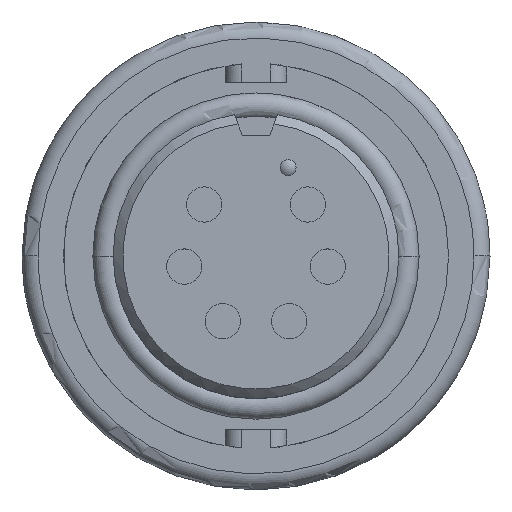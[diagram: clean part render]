
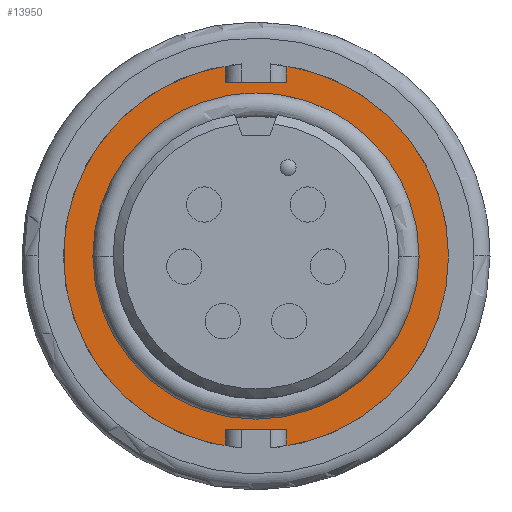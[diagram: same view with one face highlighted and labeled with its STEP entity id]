
A CAD part, top view. The second image highlights one B-rep face of the part: STEP entity #13950.
In plain terms, the highlighted planar face has unit normal (0, 0, 1).
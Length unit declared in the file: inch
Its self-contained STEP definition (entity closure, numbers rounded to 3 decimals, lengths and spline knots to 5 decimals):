
#230 = CIRCLE ( 'NONE', #17167, 0.36 ) ;
#395 = CARTESIAN_POINT ( 'NONE',  ( 0.0575, -0.35538, -0.28776 ) ) ;
#498 = CARTESIAN_POINT ( 'NONE',  ( -0.0575, -0.325, -0.28776 ) ) ;
#843 = CARTESIAN_POINT ( 'NONE',  ( -0.0575, 0.35538, -0.28776 ) ) ;
#902 = DIRECTION ( 'NONE',  ( 1., 0., 0. ) ) ;
#939 = ORIENTED_EDGE ( 'NONE', *, *, #4201, .T. ) ;
#1183 = DIRECTION ( 'NONE',  ( -1., 0., 0. ) ) ;
#1213 = ORIENTED_EDGE ( 'NONE', *, *, #7555, .T. ) ;
#1789 = CARTESIAN_POINT ( 'NONE',  ( 0.36, 0., -0.28776 ) ) ;
#1864 = VECTOR ( 'NONE', #17768, 39.37008 ) ;
#2126 = VECTOR ( 'NONE', #16398, 39.37008 ) ;
#2463 = CIRCLE ( 'NONE', #16530, 0.30486 ) ;
#2478 = VERTEX_POINT ( 'NONE', #14341 ) ;
#2928 = CARTESIAN_POINT ( 'NONE',  ( 0., 0., -0.28776 ) ) ;
#3003 = LINE ( 'NONE', #3942, #10930 ) ;
#3906 = DIRECTION ( 'NONE',  ( 1., 0., 0. ) ) ;
#3927 = DIRECTION ( 'NONE',  ( 0., 0., 1. ) ) ;
#3942 = CARTESIAN_POINT ( 'NONE',  ( -0.0575, 0.36286, -0.28776 ) ) ;
#3948 = CARTESIAN_POINT ( 'NONE',  ( 0., 0., -0.28776 ) ) ;
#4013 = VERTEX_POINT ( 'NONE', #15420 ) ;
#4079 = DIRECTION ( 'NONE',  ( 0., 1., 0. ) ) ;
#4201 = EDGE_CURVE ( 'NONE', #13802, #7773, #13943, .T. ) ;
#4355 = VECTOR ( 'NONE', #902, 39.37008 ) ;
#4460 = CARTESIAN_POINT ( 'NONE',  ( -0.0575, -0.35538, -0.28776 ) ) ;
#4506 = EDGE_CURVE ( 'NONE', #7773, #6264, #3003, .T. ) ;
#4513 = ORIENTED_EDGE ( 'NONE', *, *, #17296, .T. ) ;
#4545 = DIRECTION ( 'NONE',  ( 1., 0., 0. ) ) ;
#5179 = AXIS2_PLACEMENT_3D ( 'NONE', #11504, #11478, #11451 ) ;
#5192 = LINE ( 'NONE', #15721, #8369 ) ;
#5981 = DIRECTION ( 'NONE',  ( 1., 0., 0. ) ) ;
#6207 = CARTESIAN_POINT ( 'NONE',  ( 0.0575, 0.325, -0.28776 ) ) ;
#6210 = VERTEX_POINT ( 'NONE', #6207 ) ;
#6264 = VERTEX_POINT ( 'NONE', #498 ) ;
#6629 = CARTESIAN_POINT ( 'NONE',  ( 0., 0., -0.28776 ) ) ;
#6836 = LINE ( 'NONE', #14825, #2126 ) ;
#7094 = LINE ( 'NONE', #8234, #11325 ) ;
#7146 = EDGE_CURVE ( 'NONE', #20461, #4013, #230, .T. ) ;
#7155 = CARTESIAN_POINT ( 'NONE',  ( 0.30486, 0., -0.28776 ) ) ;
#7210 = CARTESIAN_POINT ( 'NONE',  ( 0.0575, -0.325, -0.28776 ) ) ;
#7238 = AXIS2_PLACEMENT_3D ( 'NONE', #18566, #15443, #5981 ) ;
#7474 = AXIS2_PLACEMENT_3D ( 'NONE', #2928, #14048, #4545 ) ;
#7555 = EDGE_CURVE ( 'NONE', #16512, #15857, #5192, .T. ) ;
#7705 = ORIENTED_EDGE ( 'NONE', *, *, #10113, .T. ) ;
#7773 = VERTEX_POINT ( 'NONE', #4460 ) ;
#7901 = ORIENTED_EDGE ( 'NONE', *, *, #17402, .T. ) ;
#8125 = CIRCLE ( 'NONE', #7474, 0.36 ) ;
#8179 = VERTEX_POINT ( 'NONE', #13506 ) ;
#8193 = DIRECTION ( 'NONE',  ( -1., 0., 0. ) ) ;
#8234 = CARTESIAN_POINT ( 'NONE',  ( 0.0575, 0.36286, -0.28776 ) ) ;
#8369 = VECTOR ( 'NONE', #14224, 39.37008 ) ;
#8725 = ORIENTED_EDGE ( 'NONE', *, *, #20176, .T. ) ;
#8766 = EDGE_CURVE ( 'NONE', #2478, #16915, #2463, .T. ) ;
#9590 = EDGE_CURVE ( 'NONE', #15857, #20461, #8125, .T. ) ;
#9692 = FACE_BOUND ( 'NONE', #18225, .T. ) ;
#9747 = CARTESIAN_POINT ( 'NONE',  ( -0.0575, 0.36286, -0.28776 ) ) ;
#10113 = EDGE_CURVE ( 'NONE', #8179, #13802, #14551, .T. ) ;
#10196 = FACE_OUTER_BOUND ( 'NONE', #10567, .T. ) ;
#10567 = EDGE_LOOP ( 'NONE', ( #19541, #7705, #939, #13607, #8725, #1213, #19762, #19980, #4513 ) ) ;
#10657 = DIRECTION ( 'NONE',  ( 0., 0., -1. ) ) ;
#10930 = VECTOR ( 'NONE', #4079, 39.37008 ) ;
#11325 = VECTOR ( 'NONE', #11443, 39.37008 ) ;
#11443 = DIRECTION ( 'NONE',  ( 0., -1., 0. ) ) ;
#11451 = DIRECTION ( 'NONE',  ( 1., 0., 0. ) ) ;
#11478 = DIRECTION ( 'NONE',  ( 0., 0., 1. ) ) ;
#11504 = CARTESIAN_POINT ( 'NONE',  ( 0., 0., -0.28776 ) ) ;
#12791 = LINE ( 'NONE', #19828, #4355 ) ;
#13506 = CARTESIAN_POINT ( 'NONE',  ( -0.0575, 0.325, -0.28776 ) ) ;
#13607 = ORIENTED_EDGE ( 'NONE', *, *, #4506, .T. ) ;
#13802 = VERTEX_POINT ( 'NONE', #843 ) ;
#13943 = CIRCLE ( 'NONE', #5179, 0.36 ) ;
#13950 = ADVANCED_FACE ( 'NONE', ( #9692, #10196 ), #15374, .T. ) ;
#14048 = DIRECTION ( 'NONE',  ( 0., 0., 1. ) ) ;
#14083 = CIRCLE ( 'NONE', #14228, 0.30486 ) ;
#14224 = DIRECTION ( 'NONE',  ( 0., -1., 0. ) ) ;
#14228 = AXIS2_PLACEMENT_3D ( 'NONE', #20097, #10657, #1183 ) ;
#14341 = CARTESIAN_POINT ( 'NONE',  ( -0.30486, 0., -0.28776 ) ) ;
#14551 = LINE ( 'NONE', #9747, #1864 ) ;
#14825 = CARTESIAN_POINT ( 'NONE',  ( -0.15029, 0.325, -0.28776 ) ) ;
#15374 = PLANE ( 'NONE',  #7238 ) ;
#15420 = CARTESIAN_POINT ( 'NONE',  ( 0.0575, 0.35538, -0.28776 ) ) ;
#15443 = DIRECTION ( 'NONE',  ( 0., 0., 1. ) ) ;
#15721 = CARTESIAN_POINT ( 'NONE',  ( 0.0575, 0.36286, -0.28776 ) ) ;
#15857 = VERTEX_POINT ( 'NONE', #395 ) ;
#16398 = DIRECTION ( 'NONE',  ( -1., 0., 0. ) ) ;
#16512 = VERTEX_POINT ( 'NONE', #7210 ) ;
#16530 = AXIS2_PLACEMENT_3D ( 'NONE', #6629, #17728, #8193 ) ;
#16915 = VERTEX_POINT ( 'NONE', #7155 ) ;
#17084 = ORIENTED_EDGE ( 'NONE', *, *, #8766, .T. ) ;
#17167 = AXIS2_PLACEMENT_3D ( 'NONE', #3948, #3927, #3906 ) ;
#17296 = EDGE_CURVE ( 'NONE', #4013, #6210, #7094, .T. ) ;
#17402 = EDGE_CURVE ( 'NONE', #16915, #2478, #14083, .T. ) ;
#17728 = DIRECTION ( 'NONE',  ( 0., 0., -1. ) ) ;
#17768 = DIRECTION ( 'NONE',  ( 0., 1., 0. ) ) ;
#18225 = EDGE_LOOP ( 'NONE', ( #17084, #7901 ) ) ;
#18566 = CARTESIAN_POINT ( 'NONE',  ( -0.15029, 0.36286, -0.28776 ) ) ;
#18613 = EDGE_CURVE ( 'NONE', #6210, #8179, #6836, .T. ) ;
#19541 = ORIENTED_EDGE ( 'NONE', *, *, #18613, .T. ) ;
#19762 = ORIENTED_EDGE ( 'NONE', *, *, #9590, .T. ) ;
#19828 = CARTESIAN_POINT ( 'NONE',  ( -0.15029, -0.325, -0.28776 ) ) ;
#19980 = ORIENTED_EDGE ( 'NONE', *, *, #7146, .T. ) ;
#20097 = CARTESIAN_POINT ( 'NONE',  ( 0., 0., -0.28776 ) ) ;
#20176 = EDGE_CURVE ( 'NONE', #6264, #16512, #12791, .T. ) ;
#20461 = VERTEX_POINT ( 'NONE', #1789 ) ;
